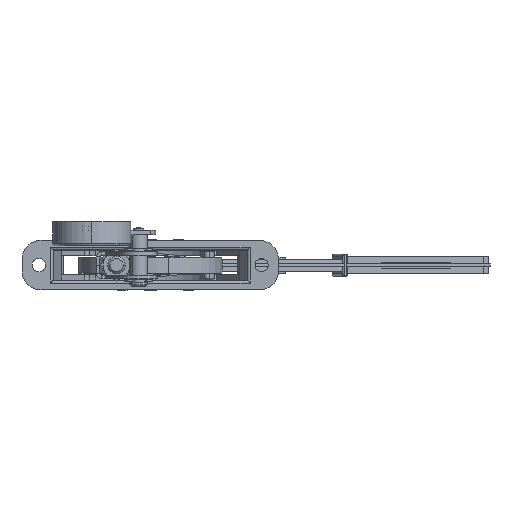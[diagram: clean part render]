
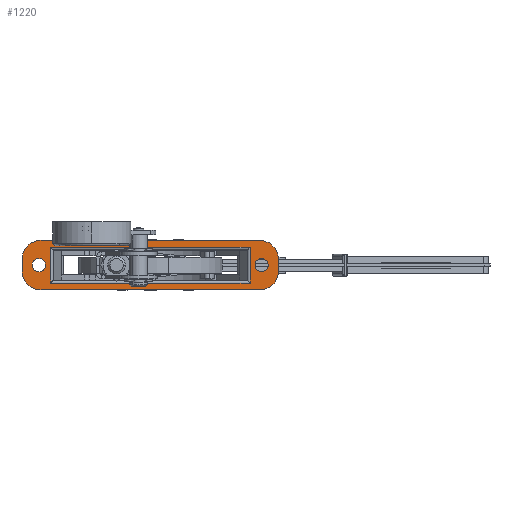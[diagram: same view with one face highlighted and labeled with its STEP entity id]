
A CAD part, front view. The second image highlights one B-rep face of the part: STEP entity #1220.
In plain terms, the highlighted planar face has unit normal (0, -1, 0).
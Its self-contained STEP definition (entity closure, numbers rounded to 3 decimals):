
#364 = CARTESIAN_POINT ( 'NONE',  ( 87.5, -33., 16.9 ) ) ;
#806 = CIRCLE ( 'NONE', #14096, 13. ) ;
#890 = CARTESIAN_POINT ( 'NONE',  ( 87.5, -33., 3.9 ) ) ;
#1107 = DIRECTION ( 'NONE',  ( 1., 0., 0. ) ) ;
#1220 = ADVANCED_FACE ( 'NONE', ( #10484, #16876, #8128, #27382 ), #5896, .F. ) ;
#1341 = CARTESIAN_POINT ( 'NONE',  ( 68.053, -33., -12.2 ) ) ;
#1444 = CIRCLE ( 'NONE', #9416, 13. ) ;
#1494 = VERTEX_POINT ( 'NONE', #24984 ) ;
#1601 = CARTESIAN_POINT ( 'NONE',  ( 74.5, -33., -3.9 ) ) ;
#2051 = VERTEX_POINT ( 'NONE', #19665 ) ;
#2743 = CARTESIAN_POINT ( 'NONE',  ( -76., -33., 0. ) ) ;
#2982 = DIRECTION ( 'NONE',  ( 0., -1., 0. ) ) ;
#3007 = CARTESIAN_POINT ( 'NONE',  ( -87.5, -33., 12.2 ) ) ;
#3116 = CARTESIAN_POINT ( 'NONE',  ( -68.053, -33., 10.2 ) ) ;
#3117 = CARTESIAN_POINT ( 'NONE',  ( 74.5, -33., 16.9 ) ) ;
#3143 = DIRECTION ( 'NONE',  ( 0., 0., 1. ) ) ;
#3304 = DIRECTION ( 'NONE',  ( 0., 0., -1. ) ) ;
#3448 = EDGE_CURVE ( 'NONE', #15932, #12162, #22101, .T. ) ;
#3693 = EDGE_CURVE ( 'NONE', #18577, #20510, #19322, .T. ) ;
#4056 = ORIENTED_EDGE ( 'NONE', *, *, #19734, .T. ) ;
#4146 = CARTESIAN_POINT ( 'NONE',  ( 87.5, -33., -3.9 ) ) ;
#4234 = VERTEX_POINT ( 'NONE', #21897 ) ;
#4235 = DIRECTION ( 'NONE',  ( 0., 0., -1. ) ) ;
#4404 = CIRCLE ( 'NONE', #11504, 4.5 ) ;
#4536 = AXIS2_PLACEMENT_3D ( 'NONE', #8251, #22953, #16730 ) ;
#4795 = ORIENTED_EDGE ( 'NONE', *, *, #7455, .T. ) ;
#4990 = VERTEX_POINT ( 'NONE', #890 ) ;
#5348 = CARTESIAN_POINT ( 'NONE',  ( -74.5, -33., 3.9 ) ) ;
#5485 = EDGE_LOOP ( 'NONE', ( #27277, #4056, #13277, #25596 ) ) ;
#5629 = EDGE_CURVE ( 'NONE', #17970, #19109, #4404, .T. ) ;
#5896 = PLANE ( 'NONE',  #4536 ) ;
#5926 = CARTESIAN_POINT ( 'NONE',  ( -87.5, -33., 3.9 ) ) ;
#6133 = DIRECTION ( 'NONE',  ( 0., 0., 1. ) ) ;
#6181 = CARTESIAN_POINT ( 'NONE',  ( -76., -33., 4.5 ) ) ;
#6308 = LINE ( 'NONE', #364, #25199 ) ;
#6413 = CARTESIAN_POINT ( 'NONE',  ( -68.053, -33., -12.2 ) ) ;
#6663 = CARTESIAN_POINT ( 'NONE',  ( -68.053, -33., 12.2 ) ) ;
#6943 = VERTEX_POINT ( 'NONE', #26151 ) ;
#7390 = DIRECTION ( 'NONE',  ( 0., -1., 0. ) ) ;
#7455 = EDGE_CURVE ( 'NONE', #22170, #2051, #12638, .T. ) ;
#7614 = ORIENTED_EDGE ( 'NONE', *, *, #8632, .T. ) ;
#7845 = ORIENTED_EDGE ( 'NONE', *, *, #5629, .F. ) ;
#7973 = VECTOR ( 'NONE', #24173, 1000. ) ;
#8128 = FACE_BOUND ( 'NONE', #17750, .T. ) ;
#8207 = EDGE_CURVE ( 'NONE', #15586, #1494, #26877, .T. ) ;
#8251 = CARTESIAN_POINT ( 'NONE',  ( -87.5, -33., 16.9 ) ) ;
#8438 = AXIS2_PLACEMENT_3D ( 'NONE', #16780, #25366, #27167 ) ;
#8506 = ORIENTED_EDGE ( 'NONE', *, *, #9855, .F. ) ;
#8632 = EDGE_CURVE ( 'NONE', #20510, #22170, #806, .T. ) ;
#8654 = VERTEX_POINT ( 'NONE', #3117 ) ;
#8657 = CARTESIAN_POINT ( 'NONE',  ( -76., -33., 0. ) ) ;
#8969 = ORIENTED_EDGE ( 'NONE', *, *, #22712, .T. ) ;
#9256 = DIRECTION ( 'NONE',  ( 0., -1., 0. ) ) ;
#9416 = AXIS2_PLACEMENT_3D ( 'NONE', #25050, #18286, #16207 ) ;
#9855 = EDGE_CURVE ( 'NONE', #4990, #15183, #6308, .T. ) ;
#9877 = CARTESIAN_POINT ( 'NONE',  ( -87.5, -33., -3.9 ) ) ;
#10151 = EDGE_CURVE ( 'NONE', #2051, #15183, #12799, .T. ) ;
#10165 = VECTOR ( 'NONE', #15719, 1000. ) ;
#10484 = FACE_BOUND ( 'NONE', #5485, .T. ) ;
#10896 = EDGE_CURVE ( 'NONE', #12162, #4234, #22004, .T. ) ;
#11084 = VECTOR ( 'NONE', #22653, 1000. ) ;
#11484 = CARTESIAN_POINT ( 'NONE',  ( 68.053, -33., -10.2 ) ) ;
#11504 = AXIS2_PLACEMENT_3D ( 'NONE', #11798, #16097, #16926 ) ;
#11713 = CARTESIAN_POINT ( 'NONE',  ( -87.5, -33., 16.9 ) ) ;
#11798 = CARTESIAN_POINT ( 'NONE',  ( 76., -33., 0. ) ) ;
#12162 = VERTEX_POINT ( 'NONE', #6663 ) ;
#12311 = AXIS2_PLACEMENT_3D ( 'NONE', #8657, #19084, #27373 ) ;
#12396 = ORIENTED_EDGE ( 'NONE', *, *, #3693, .T. ) ;
#12540 = CARTESIAN_POINT ( 'NONE',  ( -87.5, -33., 16.9 ) ) ;
#12638 = LINE ( 'NONE', #25106, #24912 ) ;
#12799 = CIRCLE ( 'NONE', #14160, 13. ) ;
#12956 = DIRECTION ( 'NONE',  ( 0., 0., -1. ) ) ;
#13247 = CARTESIAN_POINT ( 'NONE',  ( -74.5, -33., -3.9 ) ) ;
#13277 = ORIENTED_EDGE ( 'NONE', *, *, #16334, .T. ) ;
#13653 = ORIENTED_EDGE ( 'NONE', *, *, #19482, .F. ) ;
#14096 = AXIS2_PLACEMENT_3D ( 'NONE', #13247, #7390, #17409 ) ;
#14139 = ORIENTED_EDGE ( 'NONE', *, *, #8207, .F. ) ;
#14160 = AXIS2_PLACEMENT_3D ( 'NONE', #1601, #18253, #6133 ) ;
#14203 = LINE ( 'NONE', #24996, #11084 ) ;
#15183 = VERTEX_POINT ( 'NONE', #4146 ) ;
#15586 = VERTEX_POINT ( 'NONE', #6181 ) ;
#15719 = DIRECTION ( 'NONE',  ( 1., 0., 0. ) ) ;
#15932 = VERTEX_POINT ( 'NONE', #6413 ) ;
#16097 = DIRECTION ( 'NONE',  ( 0., -1., 0. ) ) ;
#16207 = DIRECTION ( 'NONE',  ( 0., 0., 1. ) ) ;
#16334 = EDGE_CURVE ( 'NONE', #21364, #15932, #14203, .T. ) ;
#16681 = CARTESIAN_POINT ( 'NONE',  ( 76., -33., 4.5 ) ) ;
#16730 = DIRECTION ( 'NONE',  ( 0., 0., 1. ) ) ;
#16780 = CARTESIAN_POINT ( 'NONE',  ( 76., -33., 0. ) ) ;
#16876 = FACE_BOUND ( 'NONE', #19337, .T. ) ;
#16889 = AXIS2_PLACEMENT_3D ( 'NONE', #5348, #2982, #3143 ) ;
#16926 = DIRECTION ( 'NONE',  ( 0., 0., -1. ) ) ;
#17154 = AXIS2_PLACEMENT_3D ( 'NONE', #2743, #9256, #26572 ) ;
#17185 = VECTOR ( 'NONE', #12956, 1000. ) ;
#17278 = EDGE_CURVE ( 'NONE', #1494, #15586, #18961, .T. ) ;
#17409 = DIRECTION ( 'NONE',  ( 0., 0., 1. ) ) ;
#17647 = EDGE_CURVE ( 'NONE', #6943, #8654, #22516, .T. ) ;
#17750 = EDGE_LOOP ( 'NONE', ( #7845, #13653 ) ) ;
#17970 = VERTEX_POINT ( 'NONE', #26351 ) ;
#18253 = DIRECTION ( 'NONE',  ( 0., -1., 0. ) ) ;
#18286 = DIRECTION ( 'NONE',  ( 0., -1., 0. ) ) ;
#18445 = ORIENTED_EDGE ( 'NONE', *, *, #17278, .F. ) ;
#18577 = VERTEX_POINT ( 'NONE', #5926 ) ;
#18961 = CIRCLE ( 'NONE', #12311, 4.5 ) ;
#19084 = DIRECTION ( 'NONE',  ( 0., -1., 0. ) ) ;
#19109 = VERTEX_POINT ( 'NONE', #16681 ) ;
#19322 = LINE ( 'NONE', #12540, #17185 ) ;
#19337 = EDGE_LOOP ( 'NONE', ( #18445, #14139 ) ) ;
#19482 = EDGE_CURVE ( 'NONE', #19109, #17970, #20417, .T. ) ;
#19665 = CARTESIAN_POINT ( 'NONE',  ( 74.5, -33., -16.9 ) ) ;
#19734 = EDGE_CURVE ( 'NONE', #4234, #21364, #24516, .T. ) ;
#20167 = ORIENTED_EDGE ( 'NONE', *, *, #26053, .T. ) ;
#20417 = CIRCLE ( 'NONE', #8438, 4.5 ) ;
#20510 = VERTEX_POINT ( 'NONE', #9877 ) ;
#20591 = VECTOR ( 'NONE', #1107, 1000. ) ;
#21089 = ORIENTED_EDGE ( 'NONE', *, *, #17647, .F. ) ;
#21364 = VERTEX_POINT ( 'NONE', #1341 ) ;
#21897 = CARTESIAN_POINT ( 'NONE',  ( 68.053, -33., 12.2 ) ) ;
#22004 = LINE ( 'NONE', #3007, #20591 ) ;
#22101 = LINE ( 'NONE', #3116, #7973 ) ;
#22170 = VERTEX_POINT ( 'NONE', #23316 ) ;
#22516 = LINE ( 'NONE', #11713, #10165 ) ;
#22653 = DIRECTION ( 'NONE',  ( -1., 0., 0. ) ) ;
#22712 = EDGE_CURVE ( 'NONE', #6943, #18577, #24860, .T. ) ;
#22953 = DIRECTION ( 'NONE',  ( 0., 1., 0. ) ) ;
#23032 = DIRECTION ( 'NONE',  ( 1., 0., 0. ) ) ;
#23316 = CARTESIAN_POINT ( 'NONE',  ( -74.5, -33., -16.9 ) ) ;
#23580 = ORIENTED_EDGE ( 'NONE', *, *, #10151, .T. ) ;
#24173 = DIRECTION ( 'NONE',  ( 0., 0., 1. ) ) ;
#24516 = LINE ( 'NONE', #11484, #24859 ) ;
#24859 = VECTOR ( 'NONE', #3304, 1000. ) ;
#24860 = CIRCLE ( 'NONE', #16889, 13. ) ;
#24912 = VECTOR ( 'NONE', #23032, 1000. ) ;
#24984 = CARTESIAN_POINT ( 'NONE',  ( -76., -33., -4.5 ) ) ;
#24996 = CARTESIAN_POINT ( 'NONE',  ( -66.5, -33., -12.2 ) ) ;
#25050 = CARTESIAN_POINT ( 'NONE',  ( 74.5, -33., 3.9 ) ) ;
#25106 = CARTESIAN_POINT ( 'NONE',  ( -87.5, -33., -16.9 ) ) ;
#25199 = VECTOR ( 'NONE', #4235, 1000. ) ;
#25366 = DIRECTION ( 'NONE',  ( 0., -1., 0. ) ) ;
#25596 = ORIENTED_EDGE ( 'NONE', *, *, #3448, .T. ) ;
#26053 = EDGE_CURVE ( 'NONE', #4990, #8654, #1444, .T. ) ;
#26151 = CARTESIAN_POINT ( 'NONE',  ( -74.5, -33., 16.9 ) ) ;
#26351 = CARTESIAN_POINT ( 'NONE',  ( 76., -33., -4.5 ) ) ;
#26572 = DIRECTION ( 'NONE',  ( 0., 0., -1. ) ) ;
#26877 = CIRCLE ( 'NONE', #17154, 4.5 ) ;
#27167 = DIRECTION ( 'NONE',  ( 0., 0., -1. ) ) ;
#27173 = EDGE_LOOP ( 'NONE', ( #8506, #20167, #21089, #8969, #12396, #7614, #4795, #23580 ) ) ;
#27277 = ORIENTED_EDGE ( 'NONE', *, *, #10896, .T. ) ;
#27373 = DIRECTION ( 'NONE',  ( 0., 0., -1. ) ) ;
#27382 = FACE_OUTER_BOUND ( 'NONE', #27173, .T. ) ;
